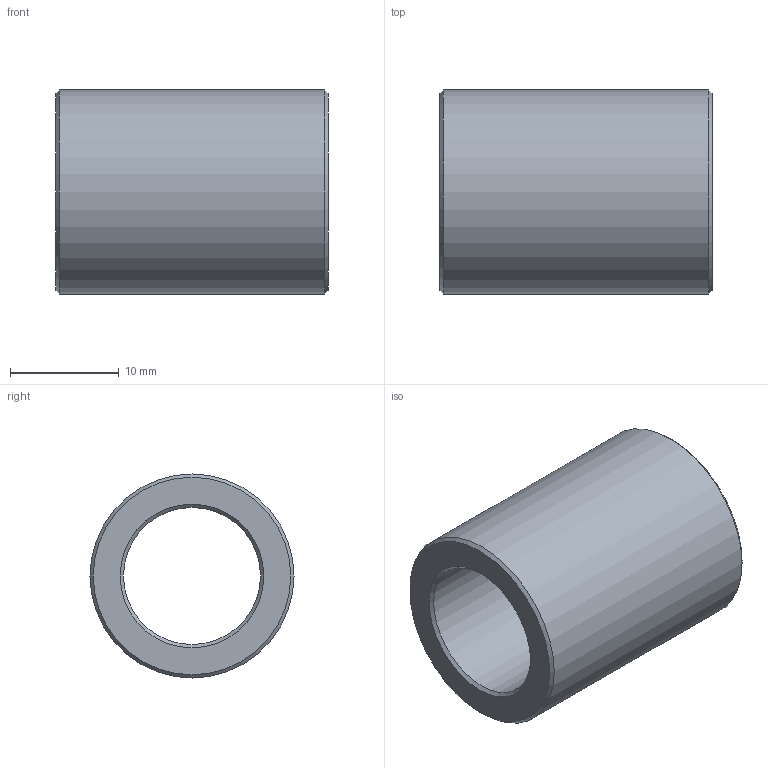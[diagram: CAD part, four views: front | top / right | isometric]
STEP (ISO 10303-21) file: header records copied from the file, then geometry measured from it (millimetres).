
FILE_DESCRIPTION(('FreeCAD Model'),'2;1');
FILE_NAME('Open CASCADE Shape Model','2024-03-27T15:13:05',(''),(''), 'Open CASCADE STEP processor 7.6','FreeCAD','Unknown');
FILE_SCHEMA(('AUTOMOTIVE_DESIGN { 1 0 10303 214 1 1 1 1 }'));
Length unit declared in the file: millimetre
Products named in the file (1): Spacer BUD FRE PLN BU01.50x02.00 - SPN-SPR-0223 (stemfie.org)
Bounding box: 25 x 18.75 x 18.75 mm (x, y, z)
Volume: 3776.8 mm3; surface area: 2730.9 mm2
Topology: 1 solids, 1 shells, 470 faces, 1307 edges, 870 vertices
Faces by surface type: plane 308, extrusion 156, cone 4, cylinder 2
Full cylindrical faces by diameter (mm): 12.6 x1, 18.75 x1
Entity records: 15065 total; most frequent: CARTESIAN_POINT 3584, ORIENTED_EDGE 2614, DIRECTION 1789, EDGE_CURVE 1307, VECTOR 1143, LINE 987, VERTEX_POINT 870, FACE_BOUND 503
